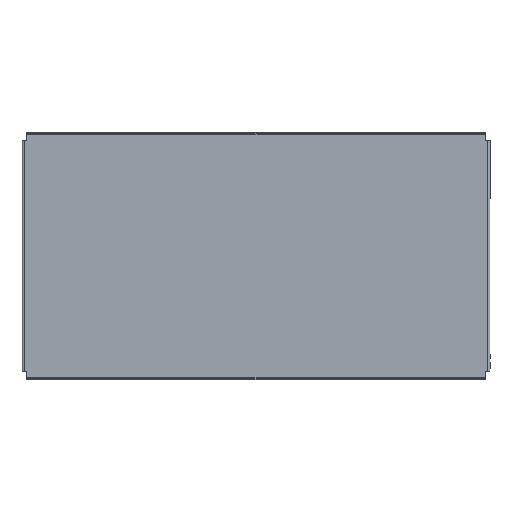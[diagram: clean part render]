
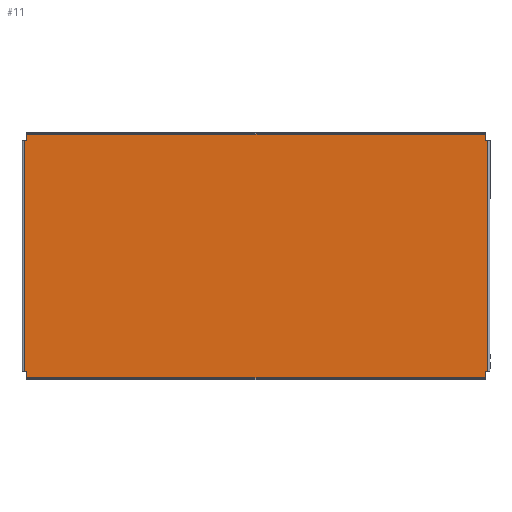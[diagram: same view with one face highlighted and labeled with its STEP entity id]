
A CAD part, top view. The second image highlights one B-rep face of the part: STEP entity #11.
In plain terms, the highlighted planar face has unit normal (0, 0, 1).
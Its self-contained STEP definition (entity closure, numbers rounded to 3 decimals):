
#11 = ADVANCED_FACE ( 'NONE', ( #2452 ), #1599, .T. ) ;
#126 = EDGE_CURVE ( 'NONE', #892, #891, #2626, .T. ) ;
#127 = EDGE_CURVE ( 'NONE', #892, #886, #2474, .T. ) ;
#128 = EDGE_CURVE ( 'NONE', #886, #885, #2398, .T. ) ;
#129 = EDGE_CURVE ( 'NONE', #885, #884, #2739, .T. ) ;
#130 = EDGE_CURVE ( 'NONE', #888, #884, #2663, .T. ) ;
#131 = EDGE_CURVE ( 'NONE', #888, #882, #2816, .T. ) ;
#132 = EDGE_CURVE ( 'NONE', #887, #882, #2511, .T. ) ;
#133 = EDGE_CURVE ( 'NONE', #887, #880, #2587, .T. ) ;
#134 = EDGE_CURVE ( 'NONE', #880, #879, #2359, .T. ) ;
#135 = EDGE_CURVE ( 'NONE', #879, #878, #2776, .T. ) ;
#136 = EDGE_CURVE ( 'NONE', #881, #878, #2699, .T. ) ;
#137 = EDGE_CURVE ( 'NONE', #881, #891, #2435, .T. ) ;
#367 = AXIS2_PLACEMENT_3D ( 'NONE', #1681, #1613, #1623 ) ;
#638 = ORIENTED_EDGE ( 'NONE', *, *, #134, .T. ) ;
#639 = ORIENTED_EDGE ( 'NONE', *, *, #129, .T. ) ;
#676 = ORIENTED_EDGE ( 'NONE', *, *, #135, .T. ) ;
#677 = ORIENTED_EDGE ( 'NONE', *, *, #130, .F. ) ;
#777 = ORIENTED_EDGE ( 'NONE', *, *, #137, .T. ) ;
#779 = ORIENTED_EDGE ( 'NONE', *, *, #133, .T. ) ;
#780 = ORIENTED_EDGE ( 'NONE', *, *, #132, .F. ) ;
#783 = ORIENTED_EDGE ( 'NONE', *, *, #128, .T. ) ;
#784 = ORIENTED_EDGE ( 'NONE', *, *, #127, .T. ) ;
#787 = ORIENTED_EDGE ( 'NONE', *, *, #136, .F. ) ;
#788 = ORIENTED_EDGE ( 'NONE', *, *, #126, .F. ) ;
#792 = ORIENTED_EDGE ( 'NONE', *, *, #131, .T. ) ;
#878 = VERTEX_POINT ( 'NONE', #1313 ) ;
#879 = VERTEX_POINT ( 'NONE', #1287 ) ;
#880 = VERTEX_POINT ( 'NONE', #1319 ) ;
#881 = VERTEX_POINT ( 'NONE', #1305 ) ;
#882 = VERTEX_POINT ( 'NONE', #1283 ) ;
#884 = VERTEX_POINT ( 'NONE', #1275 ) ;
#885 = VERTEX_POINT ( 'NONE', #1312 ) ;
#886 = VERTEX_POINT ( 'NONE', #1315 ) ;
#887 = VERTEX_POINT ( 'NONE', #1278 ) ;
#888 = VERTEX_POINT ( 'NONE', #1290 ) ;
#891 = VERTEX_POINT ( 'NONE', #1271 ) ;
#892 = VERTEX_POINT ( 'NONE', #1316 ) ;
#1271 = CARTESIAN_POINT ( 'NONE',  ( -342., 172.5, 2. ) ) ;
#1275 = CARTESIAN_POINT ( 'NONE',  ( -342., -181.5, 2. ) ) ;
#1278 = CARTESIAN_POINT ( 'NONE',  ( 346., -172.5, 2. ) ) ;
#1283 = CARTESIAN_POINT ( 'NONE',  ( 342., -172.5, 2. ) ) ;
#1287 = CARTESIAN_POINT ( 'NONE',  ( 342., 172.5, 2. ) ) ;
#1290 = CARTESIAN_POINT ( 'NONE',  ( 342., -181.5, 2. ) ) ;
#1305 = CARTESIAN_POINT ( 'NONE',  ( -342., 181.5, 2. ) ) ;
#1312 = CARTESIAN_POINT ( 'NONE',  ( -342., -172.5, 2. ) ) ;
#1313 = CARTESIAN_POINT ( 'NONE',  ( 342., 181.5, 2. ) ) ;
#1315 = CARTESIAN_POINT ( 'NONE',  ( -346., -172.5, 2. ) ) ;
#1316 = CARTESIAN_POINT ( 'NONE',  ( -346., 172.5, 2. ) ) ;
#1319 = CARTESIAN_POINT ( 'NONE',  ( 346., 172.5, 2. ) ) ;
#1322 = DIRECTION ( 'NONE',  ( -1., 0., 0. ) ) ;
#1324 = CARTESIAN_POINT ( 'NONE',  ( 347., -172.5, 2. ) ) ;
#1331 = CARTESIAN_POINT ( 'NONE',  ( 342., 182.5, 2. ) ) ;
#1341 = DIRECTION ( 'NONE',  ( 1., 0., 0. ) ) ;
#1342 = CARTESIAN_POINT ( 'NONE',  ( -347., -172.5, 2. ) ) ;
#1420 = DIRECTION ( 'NONE',  ( 0., -1., 0. ) ) ;
#1425 = CARTESIAN_POINT ( 'NONE',  ( 342., -181.5, 2. ) ) ;
#1428 = CARTESIAN_POINT ( 'NONE',  ( 346., -172.5, 2. ) ) ;
#1432 = DIRECTION ( 'NONE',  ( 1., 0., 0. ) ) ;
#1434 = DIRECTION ( 'NONE',  ( 0., 1., 0. ) ) ;
#1447 = DIRECTION ( 'NONE',  ( -1., 0., 0. ) ) ;
#1448 = CARTESIAN_POINT ( 'NONE',  ( -342., 182.5, 2. ) ) ;
#1449 = DIRECTION ( 'NONE',  ( 0., 1., 0. ) ) ;
#1468 = CARTESIAN_POINT ( 'NONE',  ( -347., 172.5, 2. ) ) ;
#1476 = CARTESIAN_POINT ( 'NONE',  ( -346., 172.5, 2. ) ) ;
#1517 = DIRECTION ( 'NONE',  ( 0., -1., 0. ) ) ;
#1518 = DIRECTION ( 'NONE',  ( 1., 0., 0. ) ) ;
#1520 = CARTESIAN_POINT ( 'NONE',  ( -342., 181.5, 2. ) ) ;
#1521 = DIRECTION ( 'NONE',  ( 0., 1., 0. ) ) ;
#1523 = CARTESIAN_POINT ( 'NONE',  ( -342., 182.5, 2. ) ) ;
#1524 = DIRECTION ( 'NONE',  ( 0., -1., 0. ) ) ;
#1525 = CARTESIAN_POINT ( 'NONE',  ( 342., 182.5, 2. ) ) ;
#1526 = DIRECTION ( 'NONE',  ( -1., 0., 0. ) ) ;
#1527 = CARTESIAN_POINT ( 'NONE',  ( 347., 172.5, 2. ) ) ;
#1599 = PLANE ( 'NONE',  #367 ) ;
#1613 = DIRECTION ( 'NONE',  ( 0., 0., 1. ) ) ;
#1623 = DIRECTION ( 'NONE',  ( 1., 0., 0. ) ) ;
#1681 = CARTESIAN_POINT ( 'NONE',  ( -342., -182.5, 2. ) ) ;
#2359 = LINE ( 'NONE', #1527, #2738 ) ;
#2360 = VECTOR ( 'NONE', #1341, 1000. ) ;
#2397 = VECTOR ( 'NONE', #1322, 1000. ) ;
#2398 = LINE ( 'NONE', #1342, #2700 ) ;
#2435 = LINE ( 'NONE', #1448, #2510 ) ;
#2452 = FACE_OUTER_BOUND ( 'NONE', #2725, .T. ) ;
#2473 = VECTOR ( 'NONE', #1449, 1000. ) ;
#2474 = LINE ( 'NONE', #1476, #2777 ) ;
#2510 = VECTOR ( 'NONE', #1517, 1000. ) ;
#2511 = LINE ( 'NONE', #1324, #2397 ) ;
#2549 = VECTOR ( 'NONE', #1447, 1000. ) ;
#2586 = VECTOR ( 'NONE', #1518, 1000. ) ;
#2587 = LINE ( 'NONE', #1428, #2815 ) ;
#2625 = VECTOR ( 'NONE', #1524, 1000. ) ;
#2626 = LINE ( 'NONE', #1468, #2360 ) ;
#2662 = VECTOR ( 'NONE', #1521, 1000. ) ;
#2663 = LINE ( 'NONE', #1425, #2549 ) ;
#2699 = LINE ( 'NONE', #1520, #2586 ) ;
#2700 = VECTOR ( 'NONE', #1432, 1000. ) ;
#2725 = EDGE_LOOP ( 'NONE', ( #788, #784, #783, #639, #677, #792, #780, #779, #638, #676, #787, #777 ) ) ;
#2738 = VECTOR ( 'NONE', #1526, 1000. ) ;
#2739 = LINE ( 'NONE', #1523, #2625 ) ;
#2776 = LINE ( 'NONE', #1525, #2662 ) ;
#2777 = VECTOR ( 'NONE', #1420, 1000. ) ;
#2815 = VECTOR ( 'NONE', #1434, 1000. ) ;
#2816 = LINE ( 'NONE', #1331, #2473 ) ;
